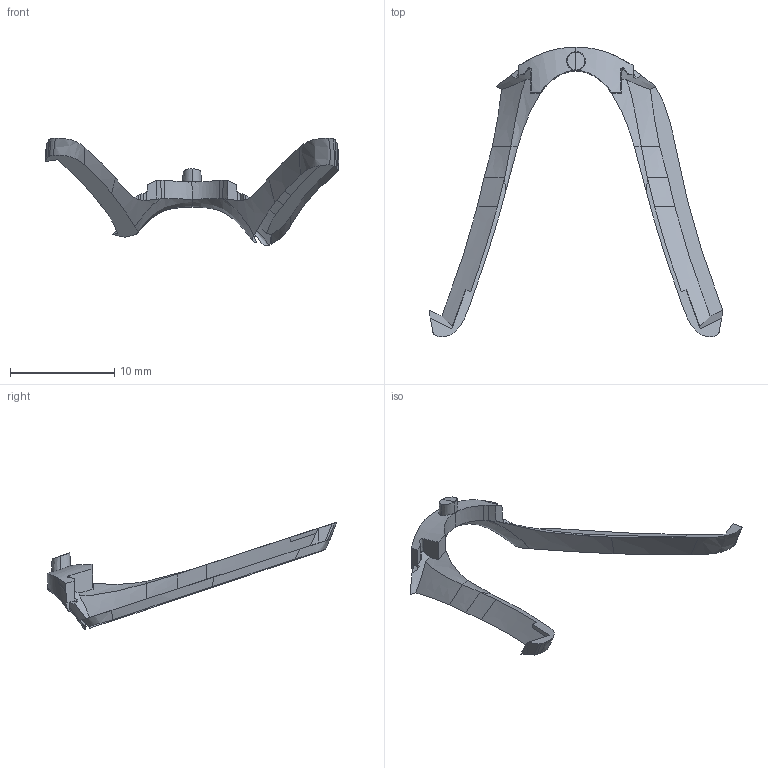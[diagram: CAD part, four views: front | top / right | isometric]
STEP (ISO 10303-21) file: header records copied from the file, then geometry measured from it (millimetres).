
FILE_DESCRIPTION(/* description */ (''),/* implementation_level */ '2;1');
FILE_NAME(/* name */ '432-002041_rev02_nosepiece_v1_filler_v1 v11.step',/* time_stamp */ '2022-08-29T19:10:34-07:00',/* author */ (''),/* organization */ (''),/* preprocessor_version */ 'ST-DEVELOPER v19',/* originating_system */ 'Autodesk Translation Framework v11.7.0.108',/* authorisation */ '');
FILE_SCHEMA (('AUTOMOTIVE_DESIGN { 1 0 10303 214 3 1 1 }'));
Length unit declared in the file: millimetre
Products named in the file (3): 432-002041_rev02_nosepiece_v1_filler_v1; NOSEPIECE; NOSEPIECE_TPU
Assembly tree (2 placements, depth 2):
  432-002041_rev02_nosepiece_v1_filler_v1
    NOSEPIECE
    NOSEPIECE_TPU
Bounding box: 28.22 x 27.84 x 10.33 mm (x, y, z)
Surface area: 537.2 mm2 (no closed solid volume)
Topology: 0 solids, 1 shells, 88 faces, 262 edges, 175 vertices
Faces by surface type: bspline 70, cylinder 11, plane 7
Entity records: 9412 total; most frequent: CARTESIAN_POINT 7525, ORIENTED_EDGE 498, EDGE_CURVE 262, B_SPLINE_CURVE_WITH_KNOTS 196, VERTEX_POINT 175, DIRECTION 138, FACE_OUTER_BOUND 88, EDGE_LOOP 88
